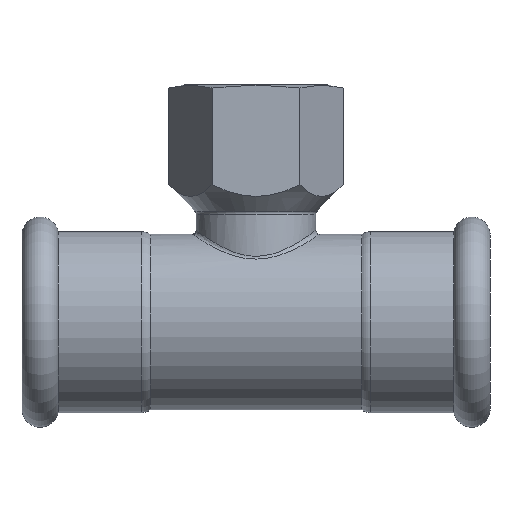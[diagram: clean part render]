
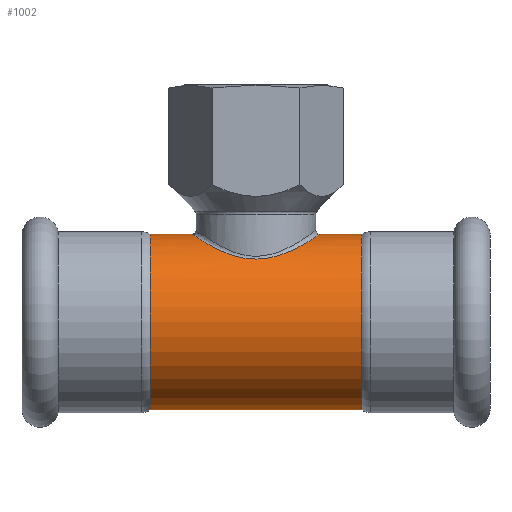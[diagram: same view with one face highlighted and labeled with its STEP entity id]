
A CAD part, front view. The second image highlights one B-rep face of the part: STEP entity #1002.
In plain terms, the highlighted cylindrical face has radius 22 mm (diameter 44 mm), a full revolution.
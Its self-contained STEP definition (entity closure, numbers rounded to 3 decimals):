
#17=B_SPLINE_CURVE_WITH_KNOTS('',3,(#1918,#1919,#1920,#1921,#1922,#1923,
#1924,#1925,#1926,#1927,#1928,#1929,#1930,#1931,#1932,#1933,#1934,#1935,
#1936,#1937,#1938,#1939),.UNSPECIFIED.,.T.,.F.,(4,1,1,1,1,1,1,1,1,1,1,1,
1,1,1,1,1,1,1,4),(-9.44,-9.103,-8.766,
-8.092,-7.642,-7.193,-6.743,
-5.844,-5.394,-4.945,-4.495,
-4.046,-3.596,-2.697,-2.248,
-1.798,-1.349,-0.674,-0.337,
0.),.UNSPECIFIED.);
#46=FACE_BOUND('',#234,.T.);
#82=LINE('',#1951,#118);
#118=VECTOR('',#1427,22.);
#142=CYLINDRICAL_SURFACE('',#1139,22.);
#182=FACE_OUTER_BOUND('',#233,.T.);
#233=EDGE_LOOP('',(#834,#835,#836,#837,#838,#839,#840,#841));
#234=EDGE_LOOP('',(#842));
#320=CIRCLE('',#1140,22.);
#321=CIRCLE('',#1141,22.);
#322=CIRCLE('',#1142,22.);
#323=CIRCLE('',#1143,22.);
#324=CIRCLE('',#1144,22.);
#325=CIRCLE('',#1145,22.);
#434=VERTEX_POINT('',#1888);
#438=VERTEX_POINT('',#1945);
#439=VERTEX_POINT('',#1946);
#440=VERTEX_POINT('',#1948);
#441=VERTEX_POINT('',#1950);
#442=VERTEX_POINT('',#1952);
#443=VERTEX_POINT('',#1954);
#581=EDGE_CURVE('',#434,#434,#17,.T.);
#584=EDGE_CURVE('',#438,#439,#320,.T.);
#585=EDGE_CURVE('',#440,#438,#321,.T.);
#586=EDGE_CURVE('',#440,#441,#82,.T.);
#587=EDGE_CURVE('',#441,#442,#322,.T.);
#588=EDGE_CURVE('',#442,#443,#323,.T.);
#589=EDGE_CURVE('',#443,#441,#324,.T.);
#590=EDGE_CURVE('',#439,#440,#325,.T.);
#834=ORIENTED_EDGE('',*,*,#584,.F.);
#835=ORIENTED_EDGE('',*,*,#585,.F.);
#836=ORIENTED_EDGE('',*,*,#586,.T.);
#837=ORIENTED_EDGE('',*,*,#587,.T.);
#838=ORIENTED_EDGE('',*,*,#588,.T.);
#839=ORIENTED_EDGE('',*,*,#589,.T.);
#840=ORIENTED_EDGE('',*,*,#586,.F.);
#841=ORIENTED_EDGE('',*,*,#590,.F.);
#842=ORIENTED_EDGE('',*,*,#581,.F.);
#1002=ADVANCED_FACE('',(#182,#46),#142,.T.);
#1139=AXIS2_PLACEMENT_3D('',#1944,#1421,#1422);
#1140=AXIS2_PLACEMENT_3D('',#1947,#1423,#1424);
#1141=AXIS2_PLACEMENT_3D('',#1949,#1425,#1426);
#1142=AXIS2_PLACEMENT_3D('',#1953,#1428,#1429);
#1143=AXIS2_PLACEMENT_3D('',#1955,#1430,#1431);
#1144=AXIS2_PLACEMENT_3D('',#1956,#1432,#1433);
#1145=AXIS2_PLACEMENT_3D('',#1957,#1434,#1435);
#1421=DIRECTION('center_axis',(1.,0.,0.));
#1422=DIRECTION('ref_axis',(0.,1.,0.));
#1423=DIRECTION('center_axis',(1.,0.,0.));
#1424=DIRECTION('ref_axis',(0.,1.,0.));
#1425=DIRECTION('center_axis',(1.,0.,0.));
#1426=DIRECTION('ref_axis',(0.,1.,0.));
#1427=DIRECTION('',(-1.,0.,0.));
#1428=DIRECTION('center_axis',(1.,0.,0.));
#1429=DIRECTION('ref_axis',(0.,1.,0.));
#1430=DIRECTION('center_axis',(1.,0.,0.));
#1431=DIRECTION('ref_axis',(0.,1.,0.));
#1432=DIRECTION('center_axis',(1.,0.,0.));
#1433=DIRECTION('ref_axis',(0.,1.,0.));
#1434=DIRECTION('center_axis',(1.,0.,0.));
#1435=DIRECTION('ref_axis',(0.,1.,0.));
#1888=CARTESIAN_POINT('',(0.,15.304,15.804));
#1918=CARTESIAN_POINT('Ctrl Pts',(0.,15.304,15.804));
#1919=CARTESIAN_POINT('Ctrl Pts',(-1.244,15.304,15.804));
#1920=CARTESIAN_POINT('Ctrl Pts',(-3.73,15.022,16.084));
#1921=CARTESIAN_POINT('Ctrl Pts',(-8.238,13.45,17.487));
#1922=CARTESIAN_POINT('Ctrl Pts',(-12.184,10.437,19.579));
#1923=CARTESIAN_POINT('Ctrl Pts',(-15.043,5.862,21.361));
#1924=CARTESIAN_POINT('Ctrl Pts',(-16.217,1.227,22.144));
#1925=CARTESIAN_POINT('Ctrl Pts',(-15.67,-5.241,21.787));
#1926=CARTESIAN_POINT('Ctrl Pts',(-12.26,-10.584,19.531));
#1927=CARTESIAN_POINT('Ctrl Pts',(-7.177,-13.916,17.101));
#1928=CARTESIAN_POINT('Ctrl Pts',(-2.549,-15.362,15.755));
#1929=CARTESIAN_POINT('Ctrl Pts',(2.549,-15.365,15.75));
#1930=CARTESIAN_POINT('Ctrl Pts',(7.178,-13.914,17.101));
#1931=CARTESIAN_POINT('Ctrl Pts',(12.257,-10.591,19.532));
#1932=CARTESIAN_POINT('Ctrl Pts',(15.67,-5.24,21.786));
#1933=CARTESIAN_POINT('Ctrl Pts',(16.218,1.227,22.143));
#1934=CARTESIAN_POINT('Ctrl Pts',(15.043,5.862,21.361));
#1935=CARTESIAN_POINT('Ctrl Pts',(12.185,10.437,19.579));
#1936=CARTESIAN_POINT('Ctrl Pts',(8.238,13.45,17.487));
#1937=CARTESIAN_POINT('Ctrl Pts',(3.73,15.022,16.084));
#1938=CARTESIAN_POINT('Ctrl Pts',(1.244,15.304,15.804));
#1939=CARTESIAN_POINT('Ctrl Pts',(0.,15.304,
15.804));
#1944=CARTESIAN_POINT('Origin',(22.1,0.,0.));
#1945=CARTESIAN_POINT('',(26.55,22.,0.));
#1946=CARTESIAN_POINT('',(26.55,0.,22.));
#1947=CARTESIAN_POINT('Origin',(26.55,0.,0.));
#1948=CARTESIAN_POINT('',(26.55,-22.,0.));
#1949=CARTESIAN_POINT('Origin',(26.55,0.,0.));
#1950=CARTESIAN_POINT('',(-26.55,-22.,0.));
#1951=CARTESIAN_POINT('',(22.1,-22.,0.));
#1952=CARTESIAN_POINT('',(-26.55,22.,0.));
#1953=CARTESIAN_POINT('Origin',(-26.55,0.,0.));
#1954=CARTESIAN_POINT('',(-26.55,0.,22.));
#1955=CARTESIAN_POINT('Origin',(-26.55,0.,0.));
#1956=CARTESIAN_POINT('Origin',(-26.55,0.,0.));
#1957=CARTESIAN_POINT('Origin',(26.55,0.,0.));
